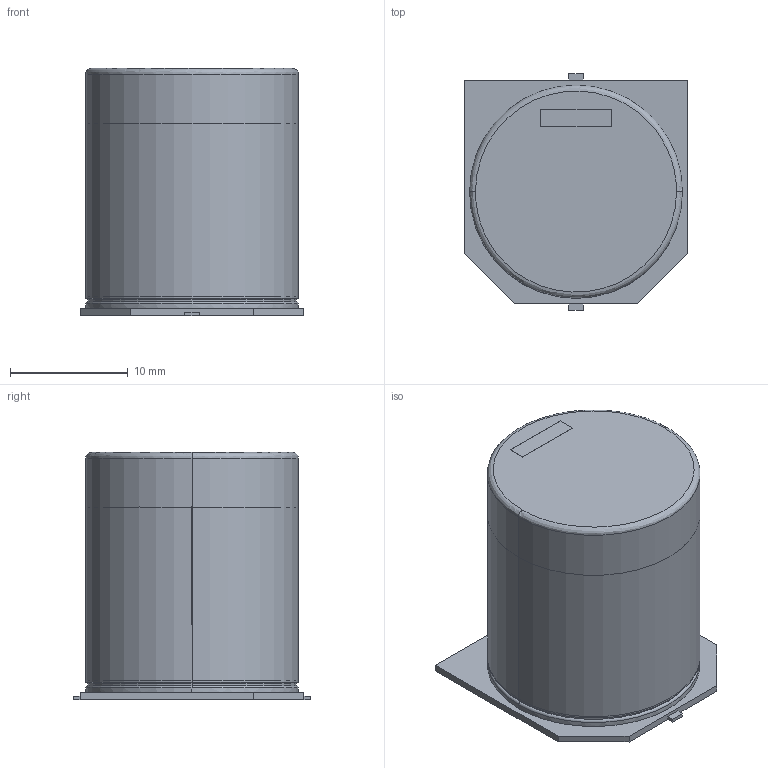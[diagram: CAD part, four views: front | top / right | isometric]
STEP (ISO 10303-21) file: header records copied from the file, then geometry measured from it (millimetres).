
FILE_DESCRIPTION (( 'STEP AP214' ), '1' );
FILE_NAME ('User Library-CAP-EL_K21.STEP', '2020-01-20T17:34:51', ( '' ), ( '' ), 'SwSTEP 2.0', 'SolidWorks 2019', '' );
FILE_SCHEMA (( 'AUTOMOTIVE_DESIGN' ));
Length unit declared in the file: millimetre
Products named in the file (4): Fillet; Free-Models; 925351952; User Library-CAP-EL_K21
Assembly tree (3 placements, depth 2):
  User Library-CAP-EL_K21
    Free-Models
    925351952
    Fillet
Bounding box: 19 x 20.1 x 21 mm (x, y, z)
Surface area: 3262.9 mm2
Topology: 3 solids, 3 shells, 44 faces, 106 edges, 70 vertices
Faces by surface type: plane 28, cylinder 8, torus 6, bspline 2
Entity records: 2192 total; most frequent: CARTESIAN_POINT 566, ORIENTED_EDGE 212, DIRECTION 198, EDGE_CURVE 106, AXIS2_PLACEMENT_3D 70, VERTEX_POINT 70, VECTOR 58, LINE 58
